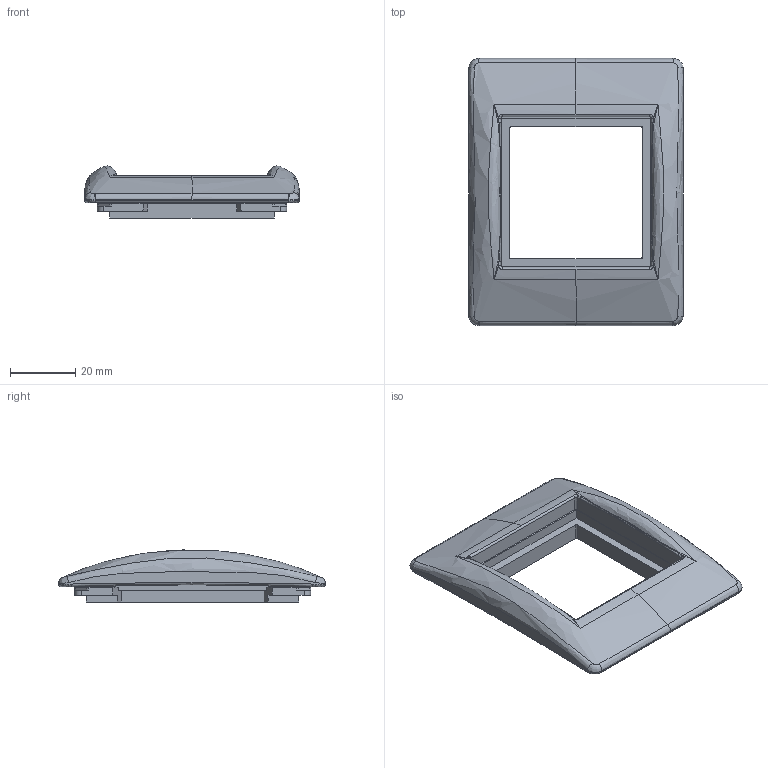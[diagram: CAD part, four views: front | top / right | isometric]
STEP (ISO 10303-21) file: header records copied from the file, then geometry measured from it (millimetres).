
FILE_DESCRIPTION (( 'STEP AP214' ), '1' );
FILE_NAME ('CKK-40D-RU2-K01 Ðàìêà è ñóïïîðò óíèâåðñàëüíûå íà 2 ìîäóëÿ áåëûå IEK.STEP', '2016-07-14T08:20:16', ( '' ), ( '' ), 'SwSTEP 2.0', 'SolidWorks 2014', '' );
FILE_SCHEMA (( 'AUTOMOTIVE_DESIGN' ));
Length unit declared in the file: millimetre
Products named in the file (1): CKK-40D-RU2-K01 Ðàìêà è ñóïïîðò óíèâåðñàëüíûå íà 2 ìîäóëÿ áåëûå IEK
Bounding box: 65.69 x 81.77 x 15.93 mm (x, y, z)
Volume: 13330.6 mm3; surface area: 16940 mm2
Topology: 2 solids, 2 shells, 273 faces, 738 edges, 459 vertices
Faces by surface type: plane 126, bspline 103, cylinder 36, cone 8
Entity records: 21503 total; most frequent: CARTESIAN_POINT 15575, ORIENTED_EDGE 1460, DIRECTION 825, EDGE_CURVE 730, VERTEX_POINT 459, LINE 413, VECTOR 413, EDGE_LOOP 279
